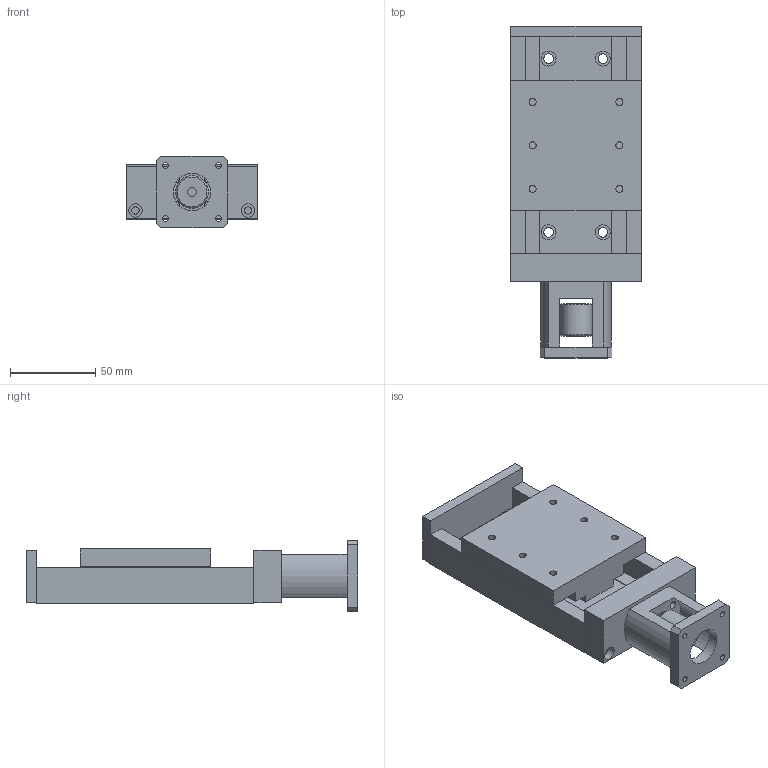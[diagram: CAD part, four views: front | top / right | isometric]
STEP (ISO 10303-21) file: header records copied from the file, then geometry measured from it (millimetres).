
FILE_DESCRIPTION((''),'2;1');
FILE_NAME('CGAC3-5-2.stp','2004-01-26T21:32:46',('Owner'),(''),'Autodesk Inventor (tm) 5.3','Autodesk Inventor (tm) 5.3','');
FILE_SCHEMA(('CONFIG_CONTROL_DESIGN'));
Length unit declared in the file: inch
Products named in the file (7): CGAC3-5-2; CGAC3-5-2 BOTTOM-PLATE; CGAC3-5-2 TOP-PLATE; CGAC3-5-2 END-PLATE; CGAC3-5-2 END-PLATE-B; CGAC3-5-2 MTG-BRKT-17; CGAC3-5-2 17-COUPLING
Assembly tree (6 placements, depth 2):
  CGAC3-5-2
    CGAC3-5-2 BOTTOM-PLATE
    CGAC3-5-2 TOP-PLATE
    CGAC3-5-2 END-PLATE
    CGAC3-5-2 END-PLATE-B
    CGAC3-5-2 MTG-BRKT-17
    CGAC3-5-2 17-COUPLING
Bounding box: 76.2 x 194.18 x 41.91 mm (x, y, z)
Volume: 261176.7 mm3; surface area: 76566.4 mm2
Topology: 6 solids, 6 shells, 143 faces, 362 edges, 240 vertices
Faces by surface type: plane 59, bspline 58, cylinder 22, cone 4
Entity records: 6049 total; most frequent: CARTESIAN_POINT 1660, ORIENTED_EDGE 724, DIRECTION 710, EDGE_CURVE 362, AXIS2_PLACEMENT_3D 250, VERTEX_POINT 240, VECTOR 210, LINE 210
